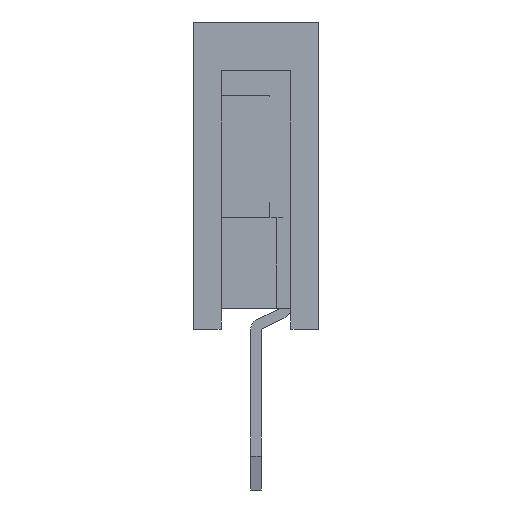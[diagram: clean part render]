
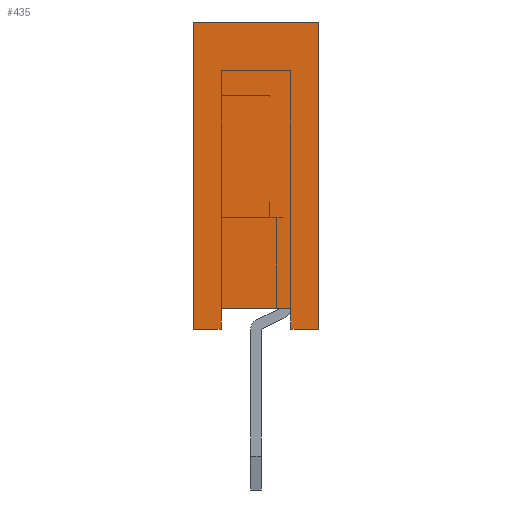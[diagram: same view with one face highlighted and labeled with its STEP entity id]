
A CAD part, left-side view. The second image highlights one B-rep face of the part: STEP entity #435.
In plain terms, the highlighted planar face has unit normal (-1, 0, 0).
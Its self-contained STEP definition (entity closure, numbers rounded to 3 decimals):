
#435=ADVANCED_FACE('',(#17807),#17809,.T.);
#17807=FACE_BOUND('',#17808,.T.);
#17808=EDGE_LOOP('',(#31679,#31680,#31681,#31682,#31683,#31684,#31685,#31686));
#17809=PLANE('',#17810);
#17810=AXIS2_PLACEMENT_3D('',#17811,#17812,#17813);
#17811=CARTESIAN_POINT('',(-0.635,0.9,0.));
#17812=DIRECTION('',(-1.,0.,0.));
#17813=DIRECTION('',(0.,-1.,0.));
#31679=ORIENTED_EDGE('',*,*,#41616,.T.);
#31680=ORIENTED_EDGE('',*,*,#41879,.T.);
#31681=ORIENTED_EDGE('',*,*,#41883,.T.);
#31682=ORIENTED_EDGE('',*,*,#41884,.F.);
#31683=ORIENTED_EDGE('',*,*,#41885,.F.);
#31684=ORIENTED_EDGE('',*,*,#41880,.T.);
#31685=ORIENTED_EDGE('',*,*,#41747,.T.);
#31686=ORIENTED_EDGE('',*,*,#41886,.T.);
#41616=EDGE_CURVE('',#46726,#46723,#46727,.F.);
#41747=EDGE_CURVE('',#46988,#46986,#46989,.F.);
#41879=EDGE_CURVE('',#46723,#47243,#47245,.T.);
#41880=EDGE_CURVE('',#47246,#46988,#47247,.T.);
#41883=EDGE_CURVE('',#47243,#47251,#47252,.T.);
#41884=EDGE_CURVE('',#47253,#47251,#47254,.T.);
#41885=EDGE_CURVE('',#47246,#47253,#47255,.T.);
#41886=EDGE_CURVE('',#46986,#46726,#47256,.T.);
#46723=VERTEX_POINT('',#55071);
#46726=VERTEX_POINT('',#55076);
#46727=LINE('',#55077,#55078);
#46986=VERTEX_POINT('',#55596);
#46988=VERTEX_POINT('',#55600);
#46989=LINE('',#55601,#55602);
#47243=VERTEX_POINT('',#56117);
#47245=LINE('',#56121,#56122);
#47246=VERTEX_POINT('',#56124);
#47247=LINE('',#56125,#56126);
#47251=VERTEX_POINT('',#56135);
#47252=LINE('',#56136,#56137);
#47253=VERTEX_POINT('',#56139);
#47254=LINE('',#56140,#56141);
#47255=LINE('',#56143,#56144);
#47256=LINE('',#56146,#56147);
#55071=CARTESIAN_POINT('',(-0.635,-0.5,0.));
#55076=CARTESIAN_POINT('',(-0.635,-0.5,0.3));
#55077=CARTESIAN_POINT('',(-0.635,-0.5,0.));
#55078=VECTOR('',#55079,1.);
#55079=DIRECTION('',(0.,0.,1.));
#55596=CARTESIAN_POINT('',(-0.635,0.5,0.3));
#55600=CARTESIAN_POINT('',(-0.635,0.5,0.));
#55601=CARTESIAN_POINT('',(-0.635,0.5,0.3));
#55602=VECTOR('',#55603,1.);
#55603=DIRECTION('',(0.,0.,-1.));
#56117=CARTESIAN_POINT('',(-0.635,-0.9,0.));
#56121=CARTESIAN_POINT('',(-0.635,-0.5,0.));
#56122=VECTOR('',#56123,1.);
#56123=DIRECTION('',(0.,-1.,0.));
#56124=CARTESIAN_POINT('',(-0.635,0.9,0.));
#56125=CARTESIAN_POINT('',(-0.635,0.9,0.));
#56126=VECTOR('',#56127,1.);
#56127=DIRECTION('',(0.,-1.,0.));
#56135=CARTESIAN_POINT('',(-0.635,-0.9,4.4));
#56136=CARTESIAN_POINT('',(-0.635,-0.9,0.));
#56137=VECTOR('',#56138,1.);
#56138=DIRECTION('',(0.,0.,1.));
#56139=CARTESIAN_POINT('',(-0.635,0.9,4.4));
#56140=CARTESIAN_POINT('',(-0.635,0.9,4.4));
#56141=VECTOR('',#56142,1.);
#56142=DIRECTION('',(0.,-1.,0.));
#56143=CARTESIAN_POINT('',(-0.635,0.9,0.));
#56144=VECTOR('',#56145,1.);
#56145=DIRECTION('',(0.,0.,1.));
#56146=CARTESIAN_POINT('',(-0.635,0.5,0.3));
#56147=VECTOR('',#56148,1.);
#56148=DIRECTION('',(0.,-1.,0.));
